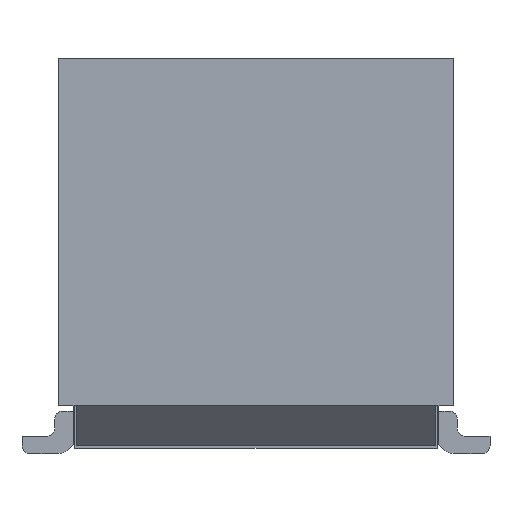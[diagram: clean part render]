
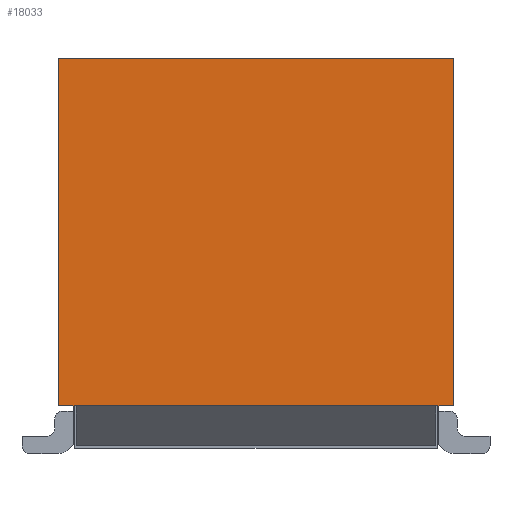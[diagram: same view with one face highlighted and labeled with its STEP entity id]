
A CAD part, front view. The second image highlights one B-rep face of the part: STEP entity #18033.
In plain terms, the highlighted planar face has unit normal (0, -1, 0).
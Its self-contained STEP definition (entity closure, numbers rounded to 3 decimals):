
#316=DIRECTION('',(-1.,0.,0.));
#317=VECTOR('',#316,0.13);
#318=CARTESIAN_POINT('',(51.45,76.7,-2.3));
#319=LINE('',#318,#317);
#420=DIRECTION('',(1.,0.,0.));
#421=VECTOR('',#420,2.9);
#422=CARTESIAN_POINT('',(48.55,76.7,0.25));
#423=LINE('',#422,#421);
#502=DIRECTION('',(0.,0.,1.));
#503=VECTOR('',#502,2.55);
#504=CARTESIAN_POINT('',(48.55,76.7,-2.3));
#505=LINE('',#504,#503);
#510=DIRECTION('',(0.,0.,1.));
#511=VECTOR('',#510,2.55);
#512=CARTESIAN_POINT('',(51.45,76.7,-2.3));
#513=LINE('',#512,#511);
#514=DIRECTION('',(1.,0.,0.));
#515=VECTOR('',#514,2.64);
#516=CARTESIAN_POINT('',(48.68,76.7,-2.3));
#517=LINE('',#516,#515);
#518=DIRECTION('',(1.,0.,0.));
#519=VECTOR('',#518,0.13);
#520=CARTESIAN_POINT('',(48.55,76.7,-2.3));
#521=LINE('',#520,#519);
#13997=CARTESIAN_POINT('',(51.45,76.7,0.25));
#13999=VERTEX_POINT('',#13997);
#14028=CARTESIAN_POINT('',(48.55,76.7,-2.3));
#14029=CARTESIAN_POINT('',(48.68,76.7,-2.3));
#14030=VERTEX_POINT('',#14028);
#14031=VERTEX_POINT('',#14029);
#14281=CARTESIAN_POINT('',(48.55,76.7,0.25));
#14282=VERTEX_POINT('',#14281);
#14741=CARTESIAN_POINT('',(51.45,76.7,-2.3));
#14742=CARTESIAN_POINT('',(51.32,76.7,-2.3));
#14743=VERTEX_POINT('',#14741);
#14744=VERTEX_POINT('',#14742);
#18018=CARTESIAN_POINT('',(52.25,76.7,-0.8));
#18019=DIRECTION('',(0.,1.,0.));
#18020=DIRECTION('',(1.,0.,0.));
#18021=AXIS2_PLACEMENT_3D('',#18018,#18019,#18020);
#18022=PLANE('',#18021);
#18023=ORIENTED_EDGE('',*,*,#17821,.T.);
#18024=ORIENTED_EDGE('',*,*,#17804,.F.);
#18025=ORIENTED_EDGE('',*,*,#17685,.T.);
#18027=ORIENTED_EDGE('',*,*,#18026,.F.);
#18029=ORIENTED_EDGE('',*,*,#18028,.F.);
#18030=ORIENTED_EDGE('',*,*,#18003,.T.);
#18031=EDGE_LOOP('',(#18023,#18024,#18025,#18027,#18029,#18030));
#18032=FACE_OUTER_BOUND('',#18031,.F.);
#17685=EDGE_CURVE('',#14743,#14744,#319,.T.);
#17804=EDGE_CURVE('',#14743,#13999,#513,.T.);
#17821=EDGE_CURVE('',#14282,#13999,#423,.T.);
#18003=EDGE_CURVE('',#14030,#14282,#505,.T.);
#18026=EDGE_CURVE('',#14031,#14744,#517,.T.);
#18028=EDGE_CURVE('',#14030,#14031,#521,.T.);
#18033=ADVANCED_FACE('',(#18032),#18022,.F.);
